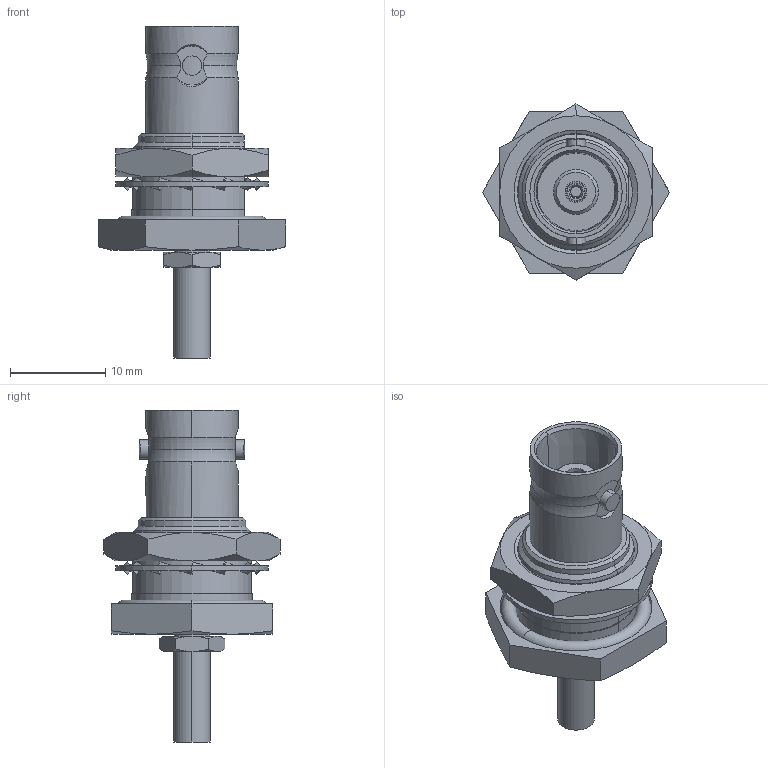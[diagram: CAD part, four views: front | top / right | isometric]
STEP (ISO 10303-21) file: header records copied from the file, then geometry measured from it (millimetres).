
FILE_DESCRIPTION (( 'STEP AP214' ), '1' );
FILE_NAME ('J01001C0028.STEP', '2013-08-13T14:53:46', ( 'Wartung1' ), ( '' ), 'SwSTEP 2.0', 'SolidWorks 2013', '' );
FILE_SCHEMA (( 'AUTOMOTIVE_DESIGN' ));
Length unit declared in the file: millimetre
Products named in the file (1): J01001C0028
Bounding box: 19.63 x 18.48 x 34.85 mm (x, y, z)
Volume: 2817.9 mm3; surface area: 2718 mm2
Topology: 3 solids, 3 shells, 272 faces, 683 edges, 437 vertices
Faces by surface type: plane 102, cone 62, cylinder 56, bspline 36, torus 16
Entity records: 11935 total; most frequent: CARTESIAN_POINT 2764, ORIENTED_EDGE 1366, DIRECTION 1157, EDGE_CURVE 683, VERTEX_POINT 437, AXIS2_PLACEMENT_3D 428, VECTOR 301, LINE 301
